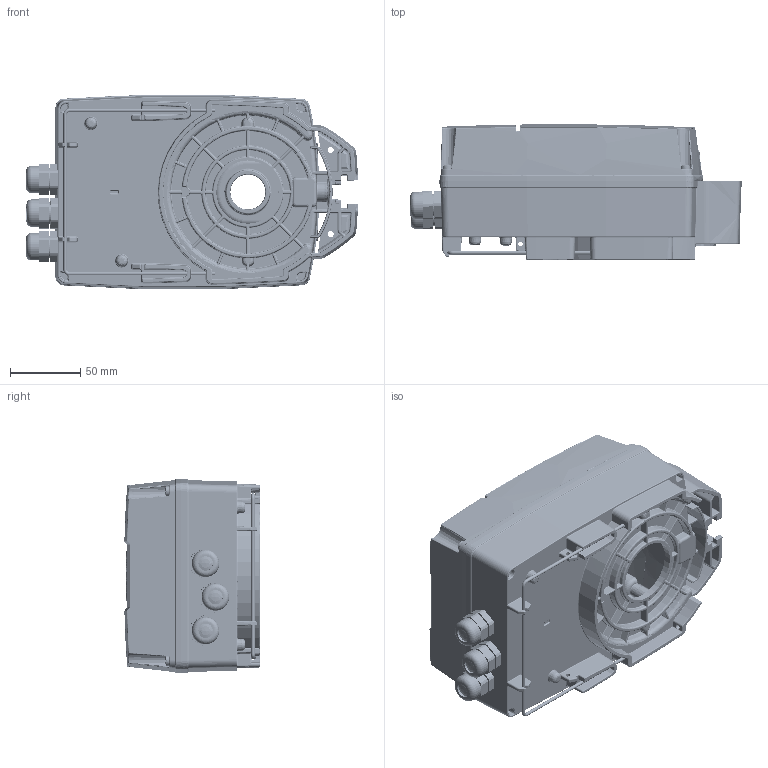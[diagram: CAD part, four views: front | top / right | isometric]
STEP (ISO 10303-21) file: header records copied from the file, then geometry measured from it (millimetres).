
FILE_DESCRIPTION((''),'2;1');
FILE_NAME('082G4300_AMEI_6_ASM_2_ASM_1_ASM','2021-04-23T',('U258099'),('Danfoss'),'CREO PARAMETRIC BY PTC INC, 2018070','CREO PARAMETRIC BY PTC INC, 2018070','');
FILE_SCHEMA(('CONFIG_CONTROL_DESIGN'));
Products named in the file (12): 85346470_HOUSING_BOTTOM_DPMA_1_; 85346690_ACTUATOR_COVER_DPMA_1_; 85346610_KEYPAD_FILM_DPMA_1_1; 85346780_LED_LABEL_1_1; 85346590_ACTUAT_COVER_DPMA_ASY__ASM; 51817787_SCREW_EJOT_PT_40X20_10; GLAND_M16_BODY_1_1; GLAND_M16_NUT1_1_1; 32201620_CABLE_GLAND_M16X1_5_AS_ASM; 32201408_BLIND_WASHER_PG11_1_1; 85346620_WIRE_CATCH_1_1; 082G4300_AMEI_6_ASM_2_ASM_1_ASM
Assembly tree (18 placements, depth 3):
  082G4300_AMEI_6_ASM_2_ASM_1_ASM
    85346470_HOUSING_BOTTOM_DPMA_1_
    85346590_ACTUAT_COVER_DPMA_ASY__ASM
      85346690_ACTUATOR_COVER_DPMA_1_
      85346610_KEYPAD_FILM_DPMA_1_1
      85346780_LED_LABEL_1_1
    51817787_SCREW_EJOT_PT_40X20_10  x4
    32201620_CABLE_GLAND_M16X1_5_AS_ASM  x3
      GLAND_M16_BODY_1_1
      GLAND_M16_NUT1_1_1
    32201408_BLIND_WASHER_PG11_1_1  x3
    85346620_WIRE_CATCH_1_1
Bounding box: 236.87 x 96.52 x 138.84 mm (x, y, z)
Volume: 396467.5 mm3; surface area: 279370.5 mm2
Topology: 18 solids, 18 shells, 4986 faces, 12230 edges, 6930 vertices
Faces by surface type: cylinder 1437, bspline 1107, plane 815, torus 696, cone 478, sphere 433, revolution 12, extrusion 8
Entity records: 212488 total; most frequent: CARTESIAN_POINT 112025, ORIENTED_EDGE 22330, DIRECTION 19545, EDGE_CURVE 11165, AXIS2_PLACEMENT_3D 8312, VERTEX_POINT 6507, EDGE_LOOP 4884, FACE_OUTER_BOUND 4751
